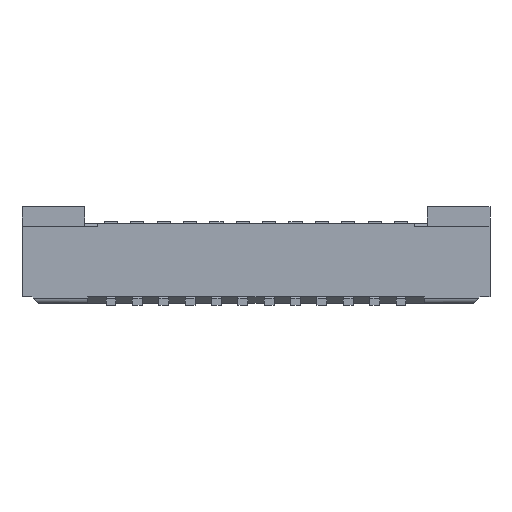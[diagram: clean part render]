
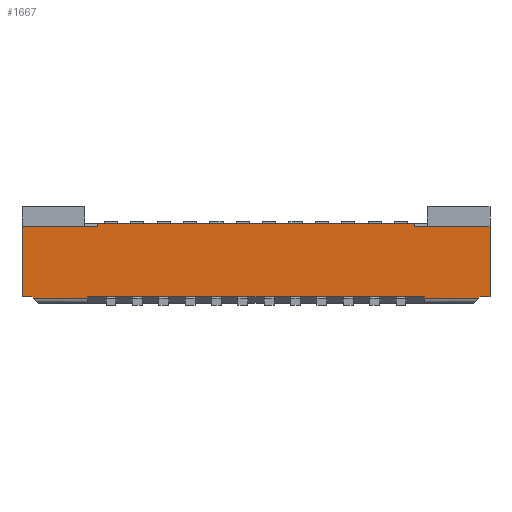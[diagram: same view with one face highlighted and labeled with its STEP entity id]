
A CAD part, front view. The second image highlights one B-rep face of the part: STEP entity #1667.
In plain terms, the highlighted planar face has unit normal (0, -1, 0).
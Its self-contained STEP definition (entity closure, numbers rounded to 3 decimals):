
#93 = VERTEX_POINT ( 'NONE', #2974 ) ;
#112 = VERTEX_POINT ( 'NONE', #2993 ) ;
#137 = VERTEX_POINT ( 'NONE', #3018 ) ;
#168 = VERTEX_POINT ( 'NONE', #3049 ) ;
#170 = VERTEX_POINT ( 'NONE', #3051 ) ;
#175 = VERTEX_POINT ( 'NONE', #3056 ) ;
#177 = VERTEX_POINT ( 'NONE', #3058 ) ;
#181 = VERTEX_POINT ( 'NONE', #3062 ) ;
#183 = VERTEX_POINT ( 'NONE', #3064 ) ;
#185 = VERTEX_POINT ( 'NONE', #3066 ) ;
#190 = VERTEX_POINT ( 'NONE', #3071 ) ;
#358 = VERTEX_POINT ( 'NONE', #3239 ) ;
#1667 = ADVANCED_FACE ( 'NONE', ( #7493 ), #5353, .T. ) ;
#2475 = CARTESIAN_POINT ( 'NONE',  ( 2.4, -2.05, 1.25 ) ) ;
#2476 = DIRECTION ( 'NONE',  ( -1., 0., 0. ) ) ;
#2974 = CARTESIAN_POINT ( 'NONE',  ( -3.55, -2.05, 1.2 ) ) ;
#2993 = CARTESIAN_POINT ( 'NONE',  ( -3.4, -2.05, 0.13 ) ) ;
#3018 = CARTESIAN_POINT ( 'NONE',  ( -3.55, -2.05, 0.13 ) ) ;
#3049 = CARTESIAN_POINT ( 'NONE',  ( -2.4, -2.05, 1.2 ) ) ;
#3051 = CARTESIAN_POINT ( 'NONE',  ( 3.55, -2.05, 0.13 ) ) ;
#3056 = CARTESIAN_POINT ( 'NONE',  ( 2.4, -2.05, 1.2 ) ) ;
#3058 = CARTESIAN_POINT ( 'NONE',  ( 3.38, -2.05, 0.11 ) ) ;
#3062 = CARTESIAN_POINT ( 'NONE',  ( -3.38, -2.05, 0.11 ) ) ;
#3064 = CARTESIAN_POINT ( 'NONE',  ( -2.55, -2.05, 0.11 ) ) ;
#3066 = CARTESIAN_POINT ( 'NONE',  ( 3.55, -2.05, 1.2 ) ) ;
#3071 = CARTESIAN_POINT ( 'NONE',  ( 3.4, -2.05, 0.13 ) ) ;
#3239 = CARTESIAN_POINT ( 'NONE',  ( 2.55, -2.05, 0.11 ) ) ;
#5353 = PLANE ( 'NONE',  #13056 ) ;
#5355 = CARTESIAN_POINT ( 'NONE',  ( -2.4, -2.05, 1.5 ) ) ;
#5357 = DIRECTION ( 'NONE',  ( 0., -1., 0. ) ) ;
#5359 = DIRECTION ( 'NONE',  ( 1., 0., 0. ) ) ;
#7493 = FACE_OUTER_BOUND ( 'NONE', #9616, .T. ) ;
#8726 = CARTESIAN_POINT ( 'NONE',  ( -3.3, -2.05, 0.13 ) ) ;
#8727 = DIRECTION ( 'NONE',  ( -1., 0., 0. ) ) ;
#8754 = CARTESIAN_POINT ( 'NONE',  ( -3.55, -2.05, 1.5 ) ) ;
#8755 = DIRECTION ( 'NONE',  ( 0., 0., -1. ) ) ;
#9039 = ORIENTED_EDGE ( 'NONE', *, *, #18285, .F. ) ;
#9040 = ORIENTED_EDGE ( 'NONE', *, *, #12417, .T. ) ;
#9041 = ORIENTED_EDGE ( 'NONE', *, *, #18286, .T. ) ;
#9042 = ORIENTED_EDGE ( 'NONE', *, *, #18287, .F. ) ;
#9043 = ORIENTED_EDGE ( 'NONE', *, *, #18288, .T. ) ;
#9044 = ORIENTED_EDGE ( 'NONE', *, *, #18289, .T. ) ;
#9045 = ORIENTED_EDGE ( 'NONE', *, *, #18290, .F. ) ;
#9046 = ORIENTED_EDGE ( 'NONE', *, *, #18291, .F. ) ;
#9047 = ORIENTED_EDGE ( 'NONE', *, *, #18292, .F. ) ;
#9048 = ORIENTED_EDGE ( 'NONE', *, *, #14391, .T. ) ;
#9049 = ORIENTED_EDGE ( 'NONE', *, *, #18293, .T. ) ;
#9050 = ORIENTED_EDGE ( 'NONE', *, *, #18294, .T. ) ;
#9051 = ORIENTED_EDGE ( 'NONE', *, *, #18124, .T. ) ;
#9052 = ORIENTED_EDGE ( 'NONE', *, *, #18110, .F. ) ;
#9053 = ORIENTED_EDGE ( 'NONE', *, *, #18295, .F. ) ;
#9054 = ORIENTED_EDGE ( 'NONE', *, *, #18283, .T. ) ;
#9616 = EDGE_LOOP ( 'NONE', ( #9039, #9040, #9041, #9042, #9043, #9044, #9045, #9046, #9047, #9048, #9049, #9050, #9051, #9052, #9053, #9054 ) ) ;
#10689 = VERTEX_POINT ( 'NONE', #21701 ) ;
#10699 = VERTEX_POINT ( 'NONE', #21707 ) ;
#10891 = CARTESIAN_POINT ( 'NONE',  ( -2.55, -2.05, 0.13 ) ) ;
#10893 = DIRECTION ( 'NONE',  ( 1., 0., 0. ) ) ;
#12417 = EDGE_CURVE ( 'NONE', #18421, #18420, #15331, .T. ) ;
#13056 = AXIS2_PLACEMENT_3D ( 'NONE', #5355, #5357, #5359 ) ;
#14391 = EDGE_CURVE ( 'NONE', #10699, #10689, #19737, .T. ) ;
#15331 = LINE ( 'NONE', #10891, #15332 ) ;
#15332 = VECTOR ( 'NONE', #10893, 1000. ) ;
#16199 = LINE ( 'NONE', #8726, #16200 ) ;
#16200 = VECTOR ( 'NONE', #8727, 1000. ) ;
#16227 = LINE ( 'NONE', #8754, #16228 ) ;
#16228 = VECTOR ( 'NONE', #8755, 1000. ) ;
#16540 = LINE ( 'NONE', #16713, #16542 ) ;
#16542 = VECTOR ( 'NONE', #16714, 1000. ) ;
#16543 = LINE ( 'NONE', #16719, #16544 ) ;
#16544 = VECTOR ( 'NONE', #16720, 1000. ) ;
#16545 = LINE ( 'NONE', #16721, #16546 ) ;
#16546 = VECTOR ( 'NONE', #16722, 1000. ) ;
#16547 = LINE ( 'NONE', #16723, #16548 ) ;
#16548 = VECTOR ( 'NONE', #16724, 1000. ) ;
#16549 = LINE ( 'NONE', #16725, #16550 ) ;
#16550 = VECTOR ( 'NONE', #16726, 1000. ) ;
#16551 = LINE ( 'NONE', #16727, #16552 ) ;
#16552 = VECTOR ( 'NONE', #16728, 1000. ) ;
#16553 = LINE ( 'NONE', #16729, #16554 ) ;
#16554 = VECTOR ( 'NONE', #16730, 1000. ) ;
#16555 = LINE ( 'NONE', #16731, #16556 ) ;
#16556 = VECTOR ( 'NONE', #16732, 1000. ) ;
#16557 = LINE ( 'NONE', #16733, #16558 ) ;
#16558 = VECTOR ( 'NONE', #16734, 1000. ) ;
#16559 = LINE ( 'NONE', #16735, #16560 ) ;
#16560 = VECTOR ( 'NONE', #16736, 1000. ) ;
#16561 = LINE ( 'NONE', #16737, #16562 ) ;
#16562 = VECTOR ( 'NONE', #16738, 1000. ) ;
#16563 = LINE ( 'NONE', #16739, #16564 ) ;
#16564 = VECTOR ( 'NONE', #16740, 1000. ) ;
#16713 = CARTESIAN_POINT ( 'NONE',  ( -2.4, -2.05, 0.11 ) ) ;
#16714 = DIRECTION ( 'NONE',  ( 1., 0., 0. ) ) ;
#16719 = CARTESIAN_POINT ( 'NONE',  ( -2.55, -2.05, 0.13 ) ) ;
#16720 = DIRECTION ( 'NONE',  ( 0., 0., -1. ) ) ;
#16721 = CARTESIAN_POINT ( 'NONE',  ( 2.55, -2.05, 0.13 ) ) ;
#16722 = DIRECTION ( 'NONE',  ( 0., 0., -1. ) ) ;
#16723 = CARTESIAN_POINT ( 'NONE',  ( 2.4, -2.05, 0.11 ) ) ;
#16724 = DIRECTION ( 'NONE',  ( -1., 0., 0. ) ) ;
#16725 = CARTESIAN_POINT ( 'NONE',  ( 3.825, -2.05, 0.555 ) ) ;
#16726 = DIRECTION ( 'NONE',  ( 0.707, 0., 0.707 ) ) ;
#16727 = CARTESIAN_POINT ( 'NONE',  ( 3.3, -2.05, 0.13 ) ) ;
#16728 = DIRECTION ( 'NONE',  ( 1., 0., 0. ) ) ;
#16729 = CARTESIAN_POINT ( 'NONE',  ( 3.55, -2.05, 1.5 ) ) ;
#16730 = DIRECTION ( 'NONE',  ( 0., 0., -1. ) ) ;
#16731 = CARTESIAN_POINT ( 'NONE',  ( 2.4, -2.05, 1.2 ) ) ;
#16732 = DIRECTION ( 'NONE',  ( 1., 0., 0. ) ) ;
#16733 = CARTESIAN_POINT ( 'NONE',  ( 2.4, -2.05, 1.25 ) ) ;
#16734 = DIRECTION ( 'NONE',  ( 0., 0., -1. ) ) ;
#16735 = CARTESIAN_POINT ( 'NONE',  ( -2.4, -2.05, 1.25 ) ) ;
#16736 = DIRECTION ( 'NONE',  ( 0., 0., -1. ) ) ;
#16737 = CARTESIAN_POINT ( 'NONE',  ( -2.4, -2.05, 1.2 ) ) ;
#16738 = DIRECTION ( 'NONE',  ( -1., 0., 0. ) ) ;
#16739 = CARTESIAN_POINT ( 'NONE',  ( -3.825, -2.05, 0.555 ) ) ;
#16740 = DIRECTION ( 'NONE',  ( -0.707, 0., 0.707 ) ) ;
#16868 = CARTESIAN_POINT ( 'NONE',  ( 2.55, -2.05, 0.13 ) ) ;
#16869 = CARTESIAN_POINT ( 'NONE',  ( -2.55, -2.05, 0.13 ) ) ;
#18110 = EDGE_CURVE ( 'NONE', #112, #137, #16199, .T. ) ;
#18124 = EDGE_CURVE ( 'NONE', #93, #137, #16227, .T. ) ;
#18283 = EDGE_CURVE ( 'NONE', #181, #183, #16540, .T. ) ;
#18285 = EDGE_CURVE ( 'NONE', #18421, #183, #16543, .T. ) ;
#18286 = EDGE_CURVE ( 'NONE', #18420, #358, #16545, .T. ) ;
#18287 = EDGE_CURVE ( 'NONE', #177, #358, #16547, .T. ) ;
#18288 = EDGE_CURVE ( 'NONE', #177, #190, #16549, .T. ) ;
#18289 = EDGE_CURVE ( 'NONE', #190, #170, #16551, .T. ) ;
#18290 = EDGE_CURVE ( 'NONE', #185, #170, #16553, .T. ) ;
#18291 = EDGE_CURVE ( 'NONE', #175, #185, #16555, .T. ) ;
#18292 = EDGE_CURVE ( 'NONE', #10699, #175, #16557, .T. ) ;
#18293 = EDGE_CURVE ( 'NONE', #10689, #168, #16559, .T. ) ;
#18294 = EDGE_CURVE ( 'NONE', #168, #93, #16561, .T. ) ;
#18295 = EDGE_CURVE ( 'NONE', #181, #112, #16563, .T. ) ;
#18420 = VERTEX_POINT ( 'NONE', #16868 ) ;
#18421 = VERTEX_POINT ( 'NONE', #16869 ) ;
#19737 = LINE ( 'NONE', #2475, #19738 ) ;
#19738 = VECTOR ( 'NONE', #2476, 1000. ) ;
#21701 = CARTESIAN_POINT ( 'NONE',  ( -2.4, -2.05, 1.25 ) ) ;
#21707 = CARTESIAN_POINT ( 'NONE',  ( 2.4, -2.05, 1.25 ) ) ;
